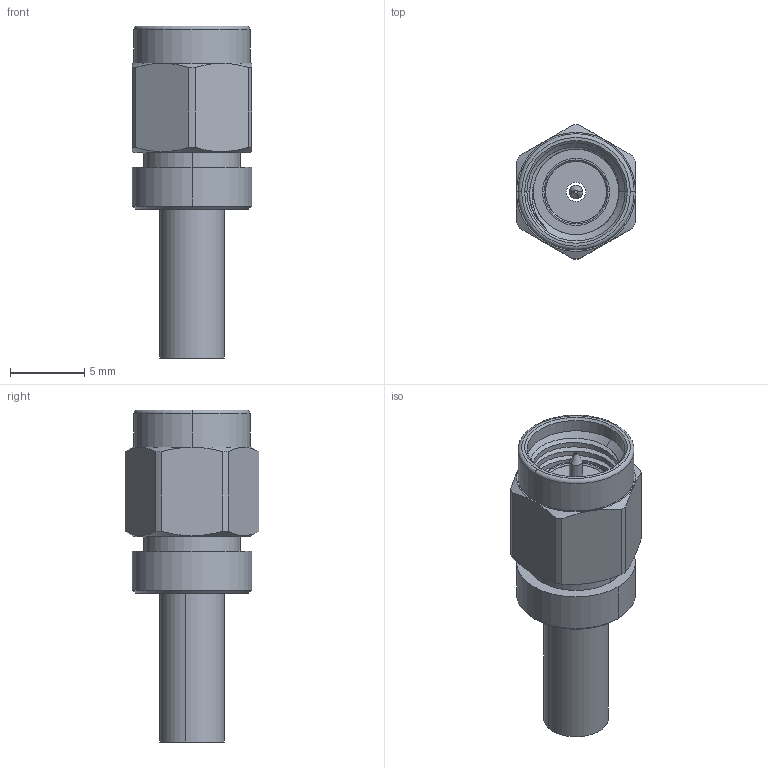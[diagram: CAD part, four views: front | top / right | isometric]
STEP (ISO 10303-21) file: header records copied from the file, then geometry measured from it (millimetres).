
FILE_DESCRIPTION (( 'STEP AP214' ), '1' );
FILE_NAME ('30-005-D3-AE.STEP', '2024-08-08T13:21:06', ( '' ), ( '' ), 'SwSTEP 2.0', 'SolidWorks 2024', '' );
FILE_SCHEMA (( 'AUTOMOTIVE_DESIGN' ));
Length unit declared in the file: millimetre
Products named in the file (1): 30-005-D3-AE
Bounding box: 8 x 9 x 22.3 mm (x, y, z)
Surface area: 797 mm2 (no closed solid volume)
Topology: 0 solids, 6 shells, 69 faces, 171 edges, 111 vertices
Faces by surface type: cylinder 30, cone 21, plane 15, torus 2, bspline 1
Entity records: 2472 total; most frequent: CARTESIAN_POINT 867, DIRECTION 348, ORIENTED_EDGE 308, EDGE_CURVE 171, AXIS2_PLACEMENT_3D 149, VERTEX_POINT 111, CIRCLE 80, EDGE_LOOP 77
